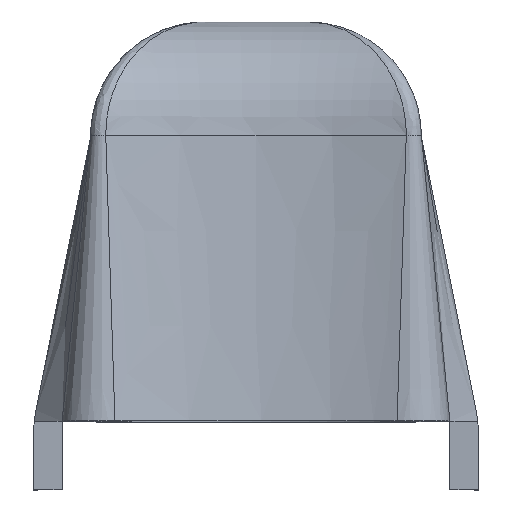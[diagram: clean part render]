
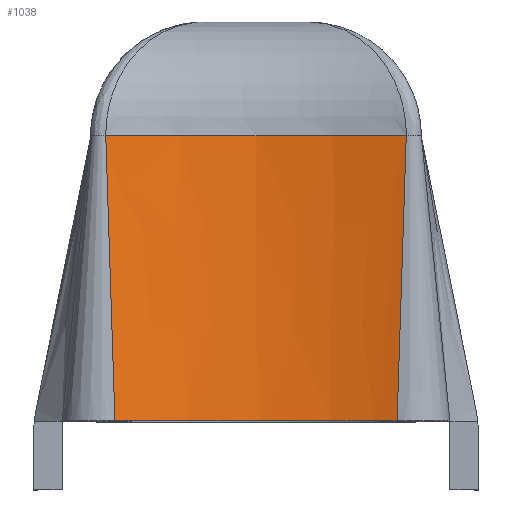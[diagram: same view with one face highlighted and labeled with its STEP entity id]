
A CAD part, top view. The second image highlights one B-rep face of the part: STEP entity #1038.
In plain terms, the highlighted free-form (B-spline) face has degree [3, 3] with [14, 4] control points.
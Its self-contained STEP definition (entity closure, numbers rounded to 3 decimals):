
#63=B_SPLINE_SURFACE_WITH_KNOTS('',3,3,((#2796,#2797,#2798,#2799),(#2800,
#2801,#2802,#2803),(#2804,#2805,#2806,#2807),(#2808,#2809,#2810,#2811),
(#2812,#2813,#2814,#2815),(#2816,#2817,#2818,#2819),(#2820,#2821,#2822,
#2823),(#2824,#2825,#2826,#2827),(#2828,#2829,#2830,#2831),(#2832,#2833,
#2834,#2835),(#2836,#2837,#2838,#2839),(#2840,#2841,#2842,#2843),(#2844,
#2845,#2846,#2847),(#2848,#2849,#2850,#2851)),.UNSPECIFIED.,.F.,.F.,.F.,
(4,1,1,1,1,2,1,1,1,1,4),(4,4),(0.,0.1,0.2,0.3,0.375,0.5,0.6,0.7,0.8,0.9,
1.),(0.,1.),.UNSPECIFIED.);
#111=FACE_OUTER_BOUND('',#171,.T.);
#171=EDGE_LOOP('',(#940,#941,#942,#943));
#205=CIRCLE('',#1126,81.759);
#282=LINE('',#2852,#368);
#283=LINE('',#2853,#369);
#368=VECTOR('',#1325,10.);
#369=VECTOR('',#1326,10.);
#382=B_SPLINE_CURVE_WITH_KNOTS('',3,(#1488,#1489,#1490,#1491,#1492,#1493,
#1494,#1495,#1496,#1497,#1498,#1499,#1500,#1501),.UNSPECIFIED.,.F.,.F.,
(4,1,1,1,1,2,1,1,1,1,4),(0.,0.1,0.2,0.3,0.375,0.5,0.6,0.7,0.8,0.9,1.),
 .UNSPECIFIED.);
#450=VERTEX_POINT('',#1485);
#451=VERTEX_POINT('',#1487);
#512=VERTEX_POINT('',#2577);
#513=VERTEX_POINT('',#2712);
#558=EDGE_CURVE('',#451,#450,#382,.T.);
#667=EDGE_CURVE('',#513,#512,#205,.T.);
#668=EDGE_CURVE('',#451,#513,#282,.T.);
#669=EDGE_CURVE('',#512,#450,#283,.T.);
#940=ORIENTED_EDGE('',*,*,#667,.F.);
#941=ORIENTED_EDGE('',*,*,#668,.F.);
#942=ORIENTED_EDGE('',*,*,#558,.T.);
#943=ORIENTED_EDGE('',*,*,#669,.F.);
#1038=ADVANCED_FACE('',(#111),#63,.F.);
#1126=AXIS2_PLACEMENT_3D('',#2794,#1321,#1322);
#1321=DIRECTION('center_axis',(0.,-1.,0.));
#1322=DIRECTION('ref_axis',(-0.322,0.,0.947));
#1325=DIRECTION('',(-0.032,0.995,-0.094));
#1326=DIRECTION('',(-0.032,-0.995,0.094));
#1485=CARTESIAN_POINT('',(24.744,0.,-72.662));
#1487=CARTESIAN_POINT('',(-24.744,0.,-72.662));
#1488=CARTESIAN_POINT('Ctrl Pts',(-24.744,0.,-72.662));
#1489=CARTESIAN_POINT('Ctrl Pts',(-24.324,0.,-72.804));
#1490=CARTESIAN_POINT('Ctrl Pts',(-22.548,0.,-73.407));
#1491=CARTESIAN_POINT('Ctrl Pts',(-17.837,0.,-74.73));
#1492=CARTESIAN_POINT('Ctrl Pts',(-12.37,0.,-75.823));
#1493=CARTESIAN_POINT('Ctrl Pts',(-6.078,0.,-76.607));
#1494=CARTESIAN_POINT('Ctrl Pts',(-2.099,0.,-76.761));
#1495=CARTESIAN_POINT('Ctrl Pts',(1.68,0.,-76.759));
#1496=CARTESIAN_POINT('Ctrl Pts',(5.534,0.,-76.644));
#1497=CARTESIAN_POINT('Ctrl Pts',(11.874,0.,-75.926));
#1498=CARTESIAN_POINT('Ctrl Pts',(17.837,0.,-74.729));
#1499=CARTESIAN_POINT('Ctrl Pts',(22.548,0.,-73.408));
#1500=CARTESIAN_POINT('Ctrl Pts',(24.324,0.,-72.804));
#1501=CARTESIAN_POINT('Ctrl Pts',(24.744,0.,-72.662));
#2577=CARTESIAN_POINT('',(26.355,50.,-77.395));
#2712=CARTESIAN_POINT('',(-26.355,50.,-77.395));
#2794=CARTESIAN_POINT('Origin',(0.,50.,0.));
#2796=CARTESIAN_POINT('Ctrl Pts',(-26.355,50.,-77.395));
#2797=CARTESIAN_POINT('Ctrl Pts',(-25.818,33.333,-75.817));
#2798=CARTESIAN_POINT('Ctrl Pts',(-25.281,16.667,-74.239));
#2799=CARTESIAN_POINT('Ctrl Pts',(-24.744,0.,-72.662));
#2800=CARTESIAN_POINT('Ctrl Pts',(-26.235,50.,-77.435));
#2801=CARTESIAN_POINT('Ctrl Pts',(-25.598,33.333,-75.892));
#2802=CARTESIAN_POINT('Ctrl Pts',(-24.961,16.667,-74.348));
#2803=CARTESIAN_POINT('Ctrl Pts',(-24.324,0.,-72.804));
#2804=CARTESIAN_POINT('Ctrl Pts',(-25.054,50.,-77.845));
#2805=CARTESIAN_POINT('Ctrl Pts',(-24.218,33.333,-76.365));
#2806=CARTESIAN_POINT('Ctrl Pts',(-23.383,16.667,-74.886));
#2807=CARTESIAN_POINT('Ctrl Pts',(-22.548,0.,-73.407));
#2808=CARTESIAN_POINT('Ctrl Pts',(-20.966,50.,-79.083));
#2809=CARTESIAN_POINT('Ctrl Pts',(-19.923,33.333,-77.632));
#2810=CARTESIAN_POINT('Ctrl Pts',(-18.88,16.667,-76.181));
#2811=CARTESIAN_POINT('Ctrl Pts',(-17.837,0.,-74.73));
#2812=CARTESIAN_POINT('Ctrl Pts',(-15.546,50.,-80.339));
#2813=CARTESIAN_POINT('Ctrl Pts',(-14.488,33.333,-78.834));
#2814=CARTESIAN_POINT('Ctrl Pts',(-13.429,16.667,-77.328));
#2815=CARTESIAN_POINT('Ctrl Pts',(-12.37,0.,-75.823));
#2816=CARTESIAN_POINT('Ctrl Pts',(-8.514,50.,-81.429));
#2817=CARTESIAN_POINT('Ctrl Pts',(-7.702,33.333,-79.822));
#2818=CARTESIAN_POINT('Ctrl Pts',(-6.89,16.667,-78.214));
#2819=CARTESIAN_POINT('Ctrl Pts',(-6.078,0.,-76.607));
#2820=CARTESIAN_POINT('Ctrl Pts',(-3.275,50.,-81.76));
#2821=CARTESIAN_POINT('Ctrl Pts',(-2.883,33.333,-80.094));
#2822=CARTESIAN_POINT('Ctrl Pts',(-2.491,16.667,-78.427));
#2823=CARTESIAN_POINT('Ctrl Pts',(-2.099,0.,-76.761));
#2824=CARTESIAN_POINT('Ctrl Pts',(2.62,50.,-81.76));
#2825=CARTESIAN_POINT('Ctrl Pts',(2.306,33.333,-80.093));
#2826=CARTESIAN_POINT('Ctrl Pts',(1.993,16.667,-78.426));
#2827=CARTESIAN_POINT('Ctrl Pts',(1.68,0.,-76.759));
#2828=CARTESIAN_POINT('Ctrl Pts',(7.86,50.,-81.501));
#2829=CARTESIAN_POINT('Ctrl Pts',(7.085,33.333,-79.882));
#2830=CARTESIAN_POINT('Ctrl Pts',(6.31,16.667,-78.263));
#2831=CARTESIAN_POINT('Ctrl Pts',(5.534,0.,-76.644));
#2832=CARTESIAN_POINT('Ctrl Pts',(15.054,50.,-80.456));
#2833=CARTESIAN_POINT('Ctrl Pts',(13.994,33.333,-78.946));
#2834=CARTESIAN_POINT('Ctrl Pts',(12.934,16.667,-77.436));
#2835=CARTESIAN_POINT('Ctrl Pts',(11.874,0.,-75.926));
#2836=CARTESIAN_POINT('Ctrl Pts',(20.966,50.,-79.083));
#2837=CARTESIAN_POINT('Ctrl Pts',(19.923,33.333,-77.632));
#2838=CARTESIAN_POINT('Ctrl Pts',(18.88,16.667,-76.18));
#2839=CARTESIAN_POINT('Ctrl Pts',(17.837,0.,-74.729));
#2840=CARTESIAN_POINT('Ctrl Pts',(25.054,50.,-77.846));
#2841=CARTESIAN_POINT('Ctrl Pts',(24.219,33.333,-76.366));
#2842=CARTESIAN_POINT('Ctrl Pts',(23.383,16.667,-74.887));
#2843=CARTESIAN_POINT('Ctrl Pts',(22.548,0.,-73.408));
#2844=CARTESIAN_POINT('Ctrl Pts',(26.235,50.,-77.435));
#2845=CARTESIAN_POINT('Ctrl Pts',(25.598,33.333,-75.892));
#2846=CARTESIAN_POINT('Ctrl Pts',(24.961,16.667,-74.348));
#2847=CARTESIAN_POINT('Ctrl Pts',(24.324,0.,-72.804));
#2848=CARTESIAN_POINT('Ctrl Pts',(26.355,50.,-77.395));
#2849=CARTESIAN_POINT('Ctrl Pts',(25.818,33.333,-75.817));
#2850=CARTESIAN_POINT('Ctrl Pts',(25.281,16.667,-74.239));
#2851=CARTESIAN_POINT('Ctrl Pts',(24.744,0.,-72.662));
#2852=CARTESIAN_POINT('',(-24.744,0.,-72.662));
#2853=CARTESIAN_POINT('',(26.355,50.,-77.395));
